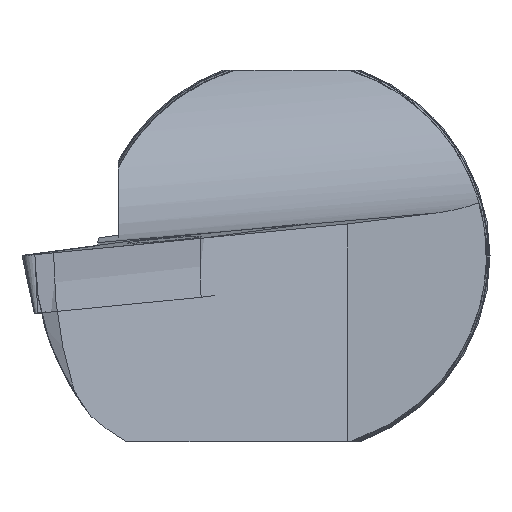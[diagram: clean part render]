
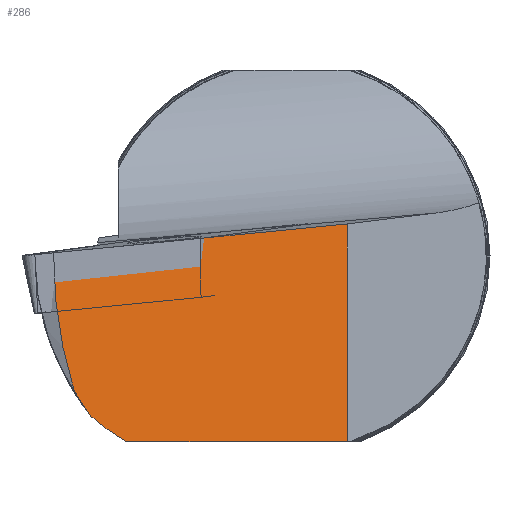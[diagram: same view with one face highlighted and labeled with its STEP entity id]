
A CAD part, left-side view. The second image highlights one B-rep face of the part: STEP entity #286.
In plain terms, the highlighted planar face has unit normal (-0.954, -0.301, 0).
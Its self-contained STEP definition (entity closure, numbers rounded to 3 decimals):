
#26=ELLIPSE('',#928,18.775,17.393);
#27=ELLIPSE('',#938,150.852,71.873);
#28=ELLIPSE('',#939,21.757,20.75);
#120=PLANE('',#940);
#159=FACE_OUTER_BOUND('',#361,.T.);
#202=LINE('',#1577,#242);
#203=LINE('',#1583,#243);
#204=LINE('',#1585,#244);
#242=VECTOR('',#1141,1.);
#243=VECTOR('',#1146,1.);
#244=VECTOR('',#1147,1.);
#286=ADVANCED_FACE('',(#159),#120,.T.);
#361=EDGE_LOOP('',(#526,#527,#528,#529,#530,#531));
#526=ORIENTED_EDGE('',*,*,#811,.T.);
#527=ORIENTED_EDGE('',*,*,#812,.T.);
#528=ORIENTED_EDGE('',*,*,#813,.T.);
#529=ORIENTED_EDGE('',*,*,#797,.T.);
#530=ORIENTED_EDGE('',*,*,#814,.T.);
#531=ORIENTED_EDGE('',*,*,#815,.F.);
#689=VERTEX_POINT('',#1510);
#690=VERTEX_POINT('',#1512);
#696=VERTEX_POINT('',#1578);
#697=VERTEX_POINT('',#1579);
#698=VERTEX_POINT('',#1581);
#699=VERTEX_POINT('',#1584);
#797=EDGE_CURVE('',#690,#689,#26,.T.);
#811=EDGE_CURVE('',#696,#697,#202,.T.);
#812=EDGE_CURVE('',#697,#698,#27,.T.);
#813=EDGE_CURVE('',#698,#690,#28,.T.);
#814=EDGE_CURVE('',#689,#699,#203,.T.);
#815=EDGE_CURVE('',#696,#699,#204,.T.);
#928=AXIS2_PLACEMENT_3D('',#1511,#1121,#1122);
#938=AXIS2_PLACEMENT_3D('',#1580,#1142,#1143);
#939=AXIS2_PLACEMENT_3D('',#1582,#1144,#1145);
#940=AXIS2_PLACEMENT_3D('',#1586,#1148,#1149);
#1121=DIRECTION('',(-0.954,-0.301,0.));
#1122=DIRECTION('',(-0.301,0.954,0.));
#1141=DIRECTION('',(-0.299,0.95,-0.094));
#1142=DIRECTION('',(-0.954,-0.301,0.));
#1143=DIRECTION('',(0.301,-0.954,0.));
#1144=DIRECTION('',(-0.954,-0.301,0.));
#1145=DIRECTION('',(-0.301,0.954,0.));
#1146=DIRECTION('',(0.301,-0.954,0.));
#1147=DIRECTION('',(0.,0.,-1.));
#1148=DIRECTION('',(-0.954,-0.301,0.));
#1149=DIRECTION('',(-0.301,0.954,0.));
#1510=CARTESIAN_POINT('',(3.433,-9.838,-14.867));
#1511=CARTESIAN_POINT('',(6.29,-18.902,0.133));
#1512=CARTESIAN_POINT('',(2.516,-6.93,-12.8));
#1577=CARTESIAN_POINT('',(12.961,-40.058,3.949));
#1578=CARTESIAN_POINT('',(9.044,-27.634,2.725));
#1579=CARTESIAN_POINT('',(1.566,-3.918,0.388));
#1580=CARTESIAN_POINT('',(46.928,-147.787,0.133));
#1581=CARTESIAN_POINT('',(2.116,-5.661,-11.025));
#1582=CARTESIAN_POINT('',(7.632,-23.156,0.133));
#1583=CARTESIAN_POINT('',(1.566,-3.917,-14.867));
#1584=CARTESIAN_POINT('',(9.044,-27.634,-14.867));
#1585=CARTESIAN_POINT('',(9.044,-27.634,20.883));
#1586=CARTESIAN_POINT('',(1.566,-3.917,20.883));
